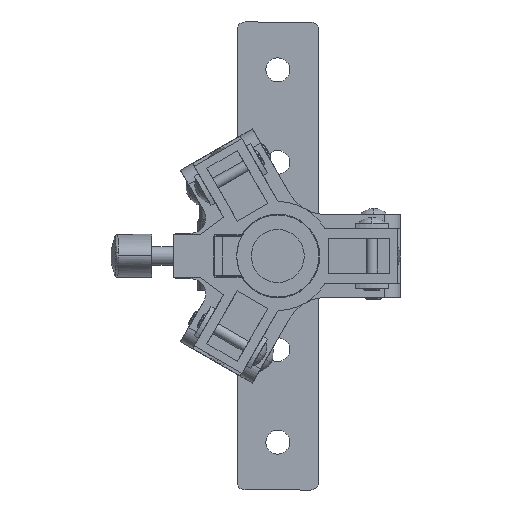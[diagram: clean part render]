
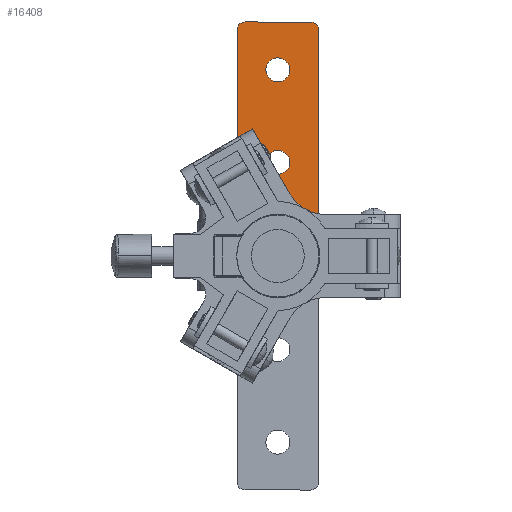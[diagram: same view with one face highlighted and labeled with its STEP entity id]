
A CAD part, front view. The second image highlights one B-rep face of the part: STEP entity #16408.
In plain terms, the highlighted planar face has unit normal (0, -1, 0).
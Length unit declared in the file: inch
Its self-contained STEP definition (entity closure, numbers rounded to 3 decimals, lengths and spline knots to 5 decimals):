
#796 = EDGE_CURVE ( 'NONE', #13769, #23516, #24349, .T. ) ;
#859 = VERTEX_POINT ( 'NONE', #21948 ) ;
#873 = EDGE_CURVE ( 'NONE', #15315, #23516, #23049, .T. ) ;
#1136 = CIRCLE ( 'NONE', #24234, 0.2 ) ;
#1151 = EDGE_CURVE ( 'NONE', #14529, #20854, #26967, .T. ) ;
#1562 = DIRECTION ( 'NONE',  ( 0., 0., 1. ) ) ;
#1871 = DIRECTION ( 'NONE',  ( 0., 1., 0. ) ) ;
#2272 = CARTESIAN_POINT ( 'NONE',  ( -3.116, 1.555, 0. ) ) ;
#2470 = ORIENTED_EDGE ( 'NONE', *, *, #14876, .T. ) ;
#2783 = CIRCLE ( 'NONE', #15572, 0.2 ) ;
#2807 = EDGE_CURVE ( 'NONE', #15315, #14529, #20294, .T. ) ;
#3365 = FACE_BOUND ( 'NONE', #13116, .T. ) ;
#3571 = VECTOR ( 'NONE', #6270, 39.37008 ) ;
#3605 = VECTOR ( 'NONE', #15862, 39.37008 ) ;
#3911 = EDGE_CURVE ( 'NONE', #14080, #14307, #12040, .T. ) ;
#4201 = CARTESIAN_POINT ( 'NONE',  ( -1.566, 1.555, -0.2 ) ) ;
#4399 = DIRECTION ( 'NONE',  ( 0., 0., 1. ) ) ;
#4746 = CARTESIAN_POINT ( 'NONE',  ( -3.78228, 1.555, 0.54878 ) ) ;
#4773 = DIRECTION ( 'NONE',  ( 0., 1., 0. ) ) ;
#5564 = EDGE_CURVE ( 'NONE', #11236, #859, #2783, .T. ) ;
#6162 = CARTESIAN_POINT ( 'NONE',  ( -3.916, 1.555, 0.54878 ) ) ;
#6270 = DIRECTION ( 'NONE',  ( -1., 0., 0. ) ) ;
#6852 = DIRECTION ( 'NONE',  ( 0., 0., -1. ) ) ;
#7530 = CARTESIAN_POINT ( 'NONE',  ( -3.916, 1.555, 0.54878 ) ) ;
#7605 = VECTOR ( 'NONE', #16182, 39.37008 ) ;
#7875 = ORIENTED_EDGE ( 'NONE', *, *, #18710, .T. ) ;
#7942 = EDGE_LOOP ( 'NONE', ( #24782, #13275, #24072, #8789, #27062, #11803 ) ) ;
#8113 = EDGE_CURVE ( 'NONE', #20854, #21568, #25911, .T. ) ;
#8551 = DIRECTION ( 'NONE',  ( 0., -1., 0. ) ) ;
#8695 = AXIS2_PLACEMENT_3D ( 'NONE', #4746, #19419, #6852 ) ;
#8738 = DIRECTION ( 'NONE',  ( 0., 0., 1. ) ) ;
#8789 = ORIENTED_EDGE ( 'NONE', *, *, #17786, .F. ) ;
#10511 = CARTESIAN_POINT ( 'NONE',  ( -3.78228, 1.555, -0.6825 ) ) ;
#11236 = VERTEX_POINT ( 'NONE', #26271 ) ;
#11803 = ORIENTED_EDGE ( 'NONE', *, *, #1151, .F. ) ;
#12040 = CIRCLE ( 'NONE', #21528, 0.2 ) ;
#12072 = CARTESIAN_POINT ( 'NONE',  ( -3.916, 1.555, -0.54878 ) ) ;
#12332 = AXIS2_PLACEMENT_3D ( 'NONE', #24994, #22506, #20944 ) ;
#13116 = EDGE_LOOP ( 'NONE', ( #18073, #2470 ) ) ;
#13275 = ORIENTED_EDGE ( 'NONE', *, *, #873, .T. ) ;
#13419 = DIRECTION ( 'NONE',  ( 0., 1., 0. ) ) ;
#13769 = VERTEX_POINT ( 'NONE', #17283 ) ;
#13858 = FACE_BOUND ( 'NONE', #24139, .T. ) ;
#14080 = VERTEX_POINT ( 'NONE', #4201 ) ;
#14130 = DIRECTION ( 'NONE',  ( 0., 1., 0. ) ) ;
#14307 = VERTEX_POINT ( 'NONE', #16793 ) ;
#14451 = CARTESIAN_POINT ( 'NONE',  ( -1.566, 1.555, 0. ) ) ;
#14529 = VERTEX_POINT ( 'NONE', #24619 ) ;
#14832 = CARTESIAN_POINT ( 'NONE',  ( -3.78228, 1.555, 0.6825 ) ) ;
#14876 = EDGE_CURVE ( 'NONE', #859, #11236, #1136, .T. ) ;
#15029 = CARTESIAN_POINT ( 'NONE',  ( -0.48539, 1.555, -0.6825 ) ) ;
#15315 = VERTEX_POINT ( 'NONE', #15029 ) ;
#15572 = AXIS2_PLACEMENT_3D ( 'NONE', #2272, #16922, #4399 ) ;
#15862 = DIRECTION ( 'NONE',  ( 0., 0., 1. ) ) ;
#16182 = DIRECTION ( 'NONE',  ( 1., 0., 0. ) ) ;
#16408 = ADVANCED_FACE ( 'NONE', ( #3365, #19444, #13858 ), #16870, .T. ) ;
#16551 = DIRECTION ( 'NONE',  ( 0., 0., 1. ) ) ;
#16793 = CARTESIAN_POINT ( 'NONE',  ( -1.566, 1.555, 0.2 ) ) ;
#16870 = PLANE ( 'NONE',  #26744 ) ;
#16922 = DIRECTION ( 'NONE',  ( 0., 1., 0. ) ) ;
#17235 = CARTESIAN_POINT ( 'NONE',  ( 0., 1.555, 0. ) ) ;
#17283 = CARTESIAN_POINT ( 'NONE',  ( -3.78228, 1.555, 0.6825 ) ) ;
#17314 = CARTESIAN_POINT ( 'NONE',  ( -3.116, 1.555, 0. ) ) ;
#17786 = EDGE_CURVE ( 'NONE', #21568, #13769, #24294, .T. ) ;
#18073 = ORIENTED_EDGE ( 'NONE', *, *, #5564, .T. ) ;
#18647 = CIRCLE ( 'NONE', #24011, 0.2 ) ;
#18710 = EDGE_CURVE ( 'NONE', #14307, #14080, #18647, .T. ) ;
#18999 = CARTESIAN_POINT ( 'NONE',  ( 3.78228, 1.555, -0.54878 ) ) ;
#19419 = DIRECTION ( 'NONE',  ( 0., 1., 0. ) ) ;
#19444 = FACE_OUTER_BOUND ( 'NONE', #7942, .T. ) ;
#19451 = DIRECTION ( 'NONE',  ( 0., 0., 1. ) ) ;
#19871 = AXIS2_PLACEMENT_3D ( 'NONE', #17235, #13419, #8738 ) ;
#20127 = CARTESIAN_POINT ( 'NONE',  ( -0.48539, 1.555, 0.6825 ) ) ;
#20294 = LINE ( 'NONE', #10511, #3571 ) ;
#20854 = VERTEX_POINT ( 'NONE', #12072 ) ;
#20944 = DIRECTION ( 'NONE',  ( 0., 0., -1. ) ) ;
#21528 = AXIS2_PLACEMENT_3D ( 'NONE', #14451, #1871, #16551 ) ;
#21568 = VERTEX_POINT ( 'NONE', #6162 ) ;
#21948 = CARTESIAN_POINT ( 'NONE',  ( -3.116, 1.555, 0.2 ) ) ;
#22506 = DIRECTION ( 'NONE',  ( 0., 1., 0. ) ) ;
#23049 = CIRCLE ( 'NONE', #19871, 0.8375 ) ;
#23239 = DIRECTION ( 'NONE',  ( 0., 0., -1. ) ) ;
#23516 = VERTEX_POINT ( 'NONE', #20127 ) ;
#24011 = AXIS2_PLACEMENT_3D ( 'NONE', #26733, #14130, #1562 ) ;
#24072 = ORIENTED_EDGE ( 'NONE', *, *, #796, .F. ) ;
#24139 = EDGE_LOOP ( 'NONE', ( #26836, #7875 ) ) ;
#24234 = AXIS2_PLACEMENT_3D ( 'NONE', #17314, #4773, #19451 ) ;
#24294 = CIRCLE ( 'NONE', #8695, 0.13372 ) ;
#24349 = LINE ( 'NONE', #14832, #7605 ) ;
#24619 = CARTESIAN_POINT ( 'NONE',  ( -3.78228, 1.555, -0.6825 ) ) ;
#24782 = ORIENTED_EDGE ( 'NONE', *, *, #2807, .F. ) ;
#24994 = CARTESIAN_POINT ( 'NONE',  ( -3.78228, 1.555, -0.54878 ) ) ;
#25911 = LINE ( 'NONE', #7530, #3605 ) ;
#26271 = CARTESIAN_POINT ( 'NONE',  ( -3.116, 1.555, -0.2 ) ) ;
#26733 = CARTESIAN_POINT ( 'NONE',  ( -1.566, 1.555, 0. ) ) ;
#26744 = AXIS2_PLACEMENT_3D ( 'NONE', #18999, #8551, #23239 ) ;
#26836 = ORIENTED_EDGE ( 'NONE', *, *, #3911, .T. ) ;
#26967 = CIRCLE ( 'NONE', #12332, 0.13372 ) ;
#27062 = ORIENTED_EDGE ( 'NONE', *, *, #8113, .F. ) ;
